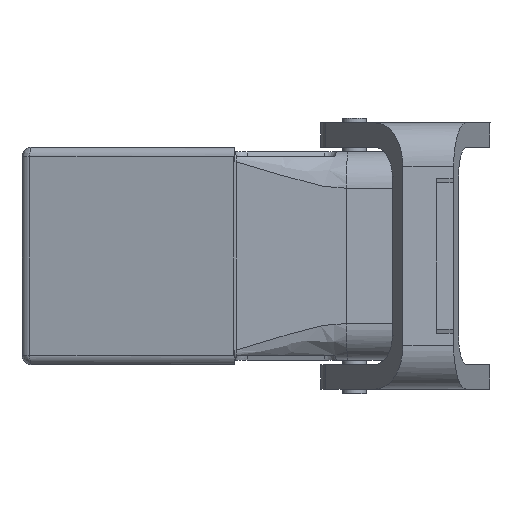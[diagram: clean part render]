
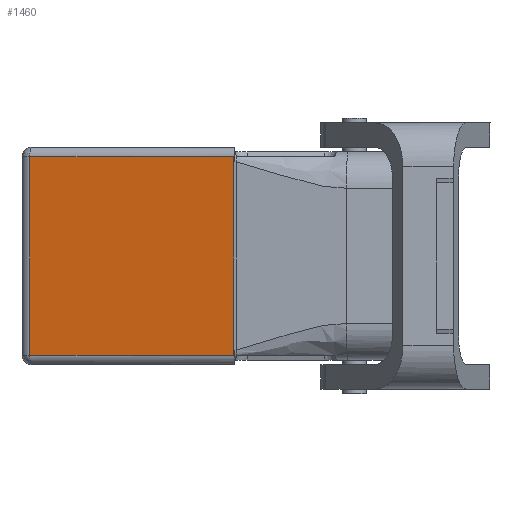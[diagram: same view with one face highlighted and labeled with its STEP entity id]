
A CAD part, left-side view. The second image highlights one B-rep face of the part: STEP entity #1460.
In plain terms, the highlighted planar face has unit normal (-0.982, 0.191, 0).
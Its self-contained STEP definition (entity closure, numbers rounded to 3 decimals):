
#1460=ADVANCED_FACE('',(#1762),#6918,.T.);
#1762=FACE_OUTER_BOUND('',#2056,.T.);
#2056=EDGE_LOOP('',(#2948,#2949,#2950,#2951));
#2948=ORIENTED_EDGE('',*,*,#4802,.T.);
#2949=ORIENTED_EDGE('',*,*,#4803,.T.);
#2950=ORIENTED_EDGE('',*,*,#4804,.T.);
#2951=ORIENTED_EDGE('',*,*,#4805,.T.);
#4138=VERTEX_POINT('',#10674);
#4139=VERTEX_POINT('',#10675);
#4140=VERTEX_POINT('',#10677);
#4141=VERTEX_POINT('',#10679);
#4802=EDGE_CURVE('',#4138,#4139,#5531,.T.);
#4803=EDGE_CURVE('',#4139,#4140,#5532,.T.);
#4804=EDGE_CURVE('',#4140,#4141,#5533,.T.);
#4805=EDGE_CURVE('',#4141,#4138,#5534,.T.);
#5531=LINE('',#10673,#6106);
#5532=LINE('',#10676,#6107);
#5533=LINE('',#10678,#6108);
#5534=LINE('',#10680,#6109);
#6106=VECTOR('',#8387,1.);
#6107=VECTOR('',#8388,1.);
#6108=VECTOR('',#8389,1.);
#6109=VECTOR('',#8390,1.);
#6918=PLANE('',#7430);
#7430=AXIS2_PLACEMENT_3D('',#10681,#8391,#8392);
#8387=DIRECTION('',(0.,0.,-1.));
#8388=DIRECTION('',(-0.191,-0.982,0.));
#8389=DIRECTION('',(0.,0.,1.));
#8390=DIRECTION('',(0.191,0.982,0.));
#8391=DIRECTION('',(-0.982,0.191,0.));
#8392=DIRECTION('',(-0.191,-0.982,0.));
#10673=CARTESIAN_POINT('',(-50.012,65.382,20.5));
#10674=CARTESIAN_POINT('',(-50.012,65.382,20.5));
#10675=CARTESIAN_POINT('',(-50.012,65.382,-20.5));
#10676=CARTESIAN_POINT('',(-50.012,65.382,-20.5));
#10677=CARTESIAN_POINT('',(-58.195,23.285,-20.5));
#10678=CARTESIAN_POINT('',(-58.195,23.285,-20.5));
#10679=CARTESIAN_POINT('',(-58.195,23.285,20.5));
#10680=CARTESIAN_POINT('',(-58.195,23.285,20.5));
#10681=CARTESIAN_POINT('',(-49.251,69.298,-22.6));
